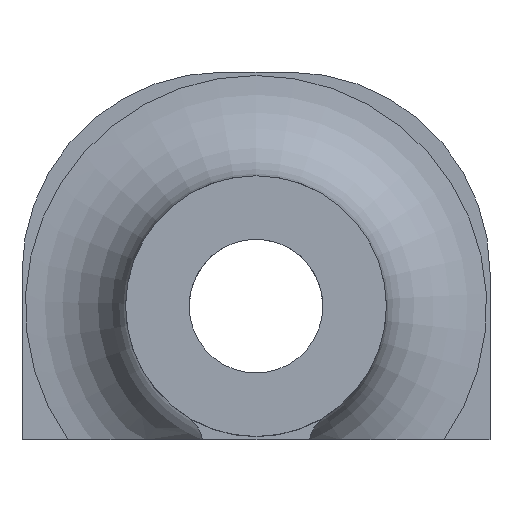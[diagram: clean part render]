
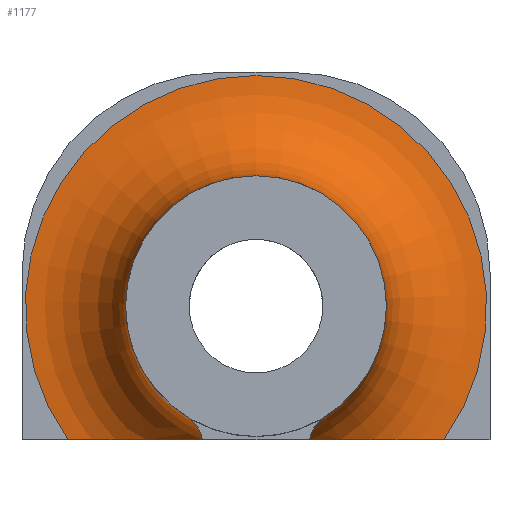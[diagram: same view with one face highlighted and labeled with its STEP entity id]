
A CAD part, left-side view. The second image highlights one B-rep face of the part: STEP entity #1177.
In plain terms, the highlighted toroidal (fillet/blend) face has major radius 3.45 mm and minor radius 1.5 mm.
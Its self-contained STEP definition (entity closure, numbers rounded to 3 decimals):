
#273=CARTESIAN_POINT('',(0.,-2.811,-3.8));
#274=VERTEX_POINT('',#273);
#281=CARTESIAN_POINT('',(-0.745,-0.8,-3.8));
#282=VERTEX_POINT('',#281);
#283=CARTESIAN_POINT('',(0.,-2.811,-3.8));
#284=CARTESIAN_POINT('',(0.,-2.628,-3.8));
#285=CARTESIAN_POINT('',(-0.022,-2.448,-3.8));
#286=CARTESIAN_POINT('',(-0.061,-2.27,-3.8));
#287=CARTESIAN_POINT('',(-0.101,-2.093,-3.8));
#288=CARTESIAN_POINT('',(-0.158,-1.918,-3.8));
#289=CARTESIAN_POINT('',(-0.226,-1.751,-3.8));
#290=CARTESIAN_POINT('',(-0.295,-1.583,-3.8));
#291=CARTESIAN_POINT('',(-0.375,-1.422,-3.8));
#292=CARTESIAN_POINT('',(-0.463,-1.264,-3.8));
#293=CARTESIAN_POINT('',(-0.551,-1.107,-3.8));
#294=CARTESIAN_POINT('',(-0.647,-0.953,-3.8));
#295=CARTESIAN_POINT('',(-0.745,-0.8,-3.8));
#296=B_SPLINE_CURVE_WITH_KNOTS('',3,(#283,#284,#285,#286,#287,#288,#289,#290,#291,#292,#293,#294,#295),.UNSPECIFIED.,.F.,.F.,(4,3,3,3,4),(0.,0.001,0.001,0.002,0.002),.UNSPECIFIED.);
#297=EDGE_CURVE('',#274,#282,#296,.T.);
#315=CARTESIAN_POINT('',(-0.745,0.8,-3.8));
#316=VERTEX_POINT('',#315);
#323=CARTESIAN_POINT('',(0.,2.811,-3.8));
#324=VERTEX_POINT('',#323);
#325=CARTESIAN_POINT('',(-0.745,0.8,-3.8));
#326=CARTESIAN_POINT('',(-0.647,0.953,-3.8));
#327=CARTESIAN_POINT('',(-0.551,1.106,-3.8));
#328=CARTESIAN_POINT('',(-0.463,1.264,-3.8));
#329=CARTESIAN_POINT('',(-0.375,1.421,-3.8));
#330=CARTESIAN_POINT('',(-0.295,1.582,-3.8));
#331=CARTESIAN_POINT('',(-0.227,1.749,-3.8));
#332=CARTESIAN_POINT('',(-0.193,1.833,-3.8));
#333=CARTESIAN_POINT('',(-0.161,1.918,-3.8));
#334=CARTESIAN_POINT('',(-0.134,2.004,-3.8));
#335=CARTESIAN_POINT('',(-0.106,2.091,-3.8));
#336=CARTESIAN_POINT('',(-0.081,2.179,-3.8));
#337=CARTESIAN_POINT('',(-0.062,2.268,-3.8));
#338=CARTESIAN_POINT('',(-0.022,2.447,-3.8));
#339=CARTESIAN_POINT('',(-0.,2.627,-3.8));
#340=CARTESIAN_POINT('',(-0.,2.811,-3.8));
#341=B_SPLINE_CURVE_WITH_KNOTS('',3,(#325,#326,#327,#328,#329,#330,#331,#332,#333,#334,#335,#336,#337,#338,#339,#340),.UNSPECIFIED.,.F.,.F.,(4,3,3,3,3,4),(0.,0.001,0.001,0.001,0.002,0.002),.UNSPECIFIED.);
#342=EDGE_CURVE('',#316,#324,#341,.T.);
#412=CARTESIAN_POINT('',(0.,0.,-1.8));
#413=DIRECTION('',(1.,0.,0.));
#414=DIRECTION('',(0.,0.,-1.));
#415=AXIS2_PLACEMENT_3D('',#412,#413,#414);
#416=CIRCLE('',#415,3.45);
#417=EDGE_CURVE('',#324,#274,#416,.T.);
#542=CARTESIAN_POINT('',(-1.5,-1.029,-3.456));
#543=VERTEX_POINT('',#542);
#550=CARTESIAN_POINT('',(-1.5,1.029,-3.456));
#551=VERTEX_POINT('',#550);
#552=CARTESIAN_POINT('',(-1.5,0.,-1.8));
#553=DIRECTION('',(-1.,-0.,-0.));
#554=DIRECTION('',(0.,0.,-1.));
#555=AXIS2_PLACEMENT_3D('',#552,#553,#554);
#556=CIRCLE('',#555,1.95);
#557=EDGE_CURVE('',#543,#551,#556,.T.);
#1126=CARTESIAN_POINT('',(-1.5,1.029,-3.456));
#1127=CARTESIAN_POINT('',(-1.371,0.973,-3.491));
#1128=CARTESIAN_POINT('',(-1.242,0.923,-3.537));
#1129=CARTESIAN_POINT('',(-1.115,0.884,-3.594));
#1130=CARTESIAN_POINT('',(-0.989,0.844,-3.652));
#1131=CARTESIAN_POINT('',(-0.865,0.813,-3.719));
#1132=CARTESIAN_POINT('',(-0.745,0.8,-3.8));
#1133=B_SPLINE_CURVE_WITH_KNOTS('',3,(#1126,#1127,#1128,#1129,#1130,#1131,#1132),.UNSPECIFIED.,.F.,.F.,(4,3,4),(0.,0.,0.001),.UNSPECIFIED.);
#1134=EDGE_CURVE('',#551,#316,#1133,.T.);
#1148=CARTESIAN_POINT('',(-0.745,-0.8,-3.8));
#1149=CARTESIAN_POINT('',(-0.865,-0.813,-3.719));
#1150=CARTESIAN_POINT('',(-0.989,-0.844,-3.652));
#1151=CARTESIAN_POINT('',(-1.115,-0.884,-3.594));
#1152=CARTESIAN_POINT('',(-1.242,-0.923,-3.537));
#1153=CARTESIAN_POINT('',(-1.371,-0.973,-3.491));
#1154=CARTESIAN_POINT('',(-1.5,-1.029,-3.456));
#1155=B_SPLINE_CURVE_WITH_KNOTS('',3,(#1148,#1149,#1150,#1151,#1152,#1153,#1154),.UNSPECIFIED.,.F.,.F.,(4,3,4),(0.,0.,0.001),.UNSPECIFIED.);
#1156=EDGE_CURVE('',#282,#543,#1155,.T.);
#1164=CARTESIAN_POINT('',(-1.5,0.,-1.8));
#1165=DIRECTION('',(1.,0.,0.));
#1166=DIRECTION('',(0.,0.,-1.));
#1167=AXIS2_PLACEMENT_3D('',#1164,#1165,#1166);
#1168=TOROIDAL_SURFACE('',#1167,3.45,1.5);
#1169=ORIENTED_EDGE('',*,*,#297,.F.);
#1170=ORIENTED_EDGE('',*,*,#417,.F.);
#1171=ORIENTED_EDGE('',*,*,#342,.F.);
#1172=ORIENTED_EDGE('',*,*,#1134,.F.);
#1173=ORIENTED_EDGE('',*,*,#557,.F.);
#1174=ORIENTED_EDGE('',*,*,#1156,.F.);
#1175=EDGE_LOOP('',(#1169,#1170,#1171,#1172,#1173,#1174));
#1176=FACE_BOUND('',#1175,.T.);
#1177=ADVANCED_FACE('',(#1176),#1168,.F.);
